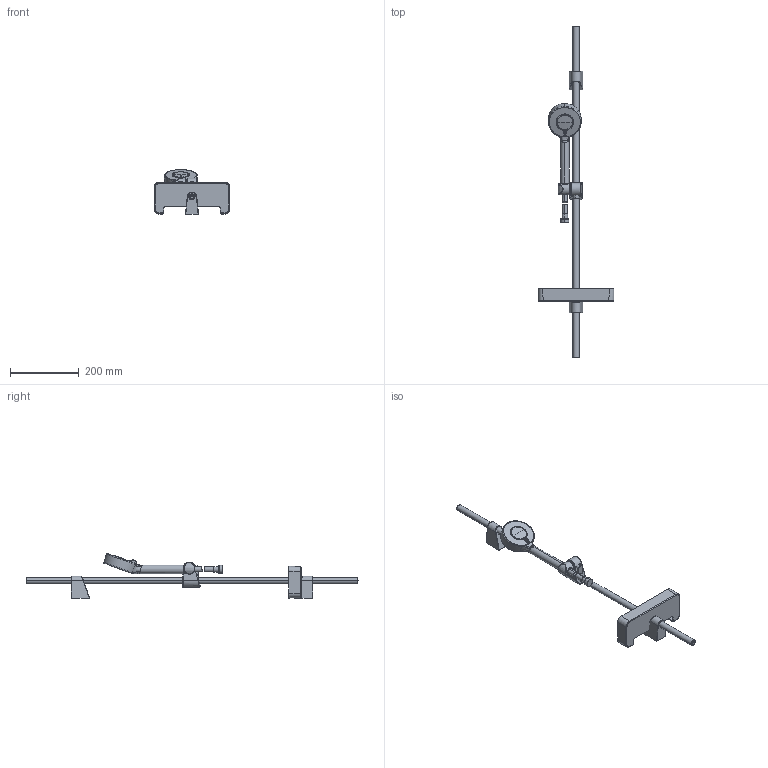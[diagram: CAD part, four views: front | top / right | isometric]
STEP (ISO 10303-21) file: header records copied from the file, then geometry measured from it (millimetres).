
FILE_DESCRIPTION (( 'STEP AP203' ), '1' );
FILE_NAME ('4467013333(2020).STEP', '2020-12-07T14:20:50', ( '' ), ( '' ), 'SwSTEP 2.0', 'SolidWorks 2016', '' );
FILE_SCHEMA (( 'CONFIG_CONTROL_DESIGN' ));
Length unit declared in the file: millimetre
Products named in the file (1): 4467013333(2020)
Bounding box: 220.3 x 963.38 x 129.63 mm (x, y, z)
Volume: 957801.3 mm3; surface area: 210056 mm2
Topology: 13 solids, 13 shells, 453 faces, 1070 edges, 634 vertices
Faces by surface type: bspline 220, cylinder 75, plane 72, torus 50, cone 22, sphere 14
Entity records: 27961 total; most frequent: CARTESIAN_POINT 19308, ORIENTED_EDGE 2108, DIRECTION 1344, EDGE_CURVE 1054, VERTEX_POINT 634, AXIS2_PLACEMENT_3D 578, B_SPLINE_CURVE_WITH_KNOTS 466, EDGE_LOOP 460
